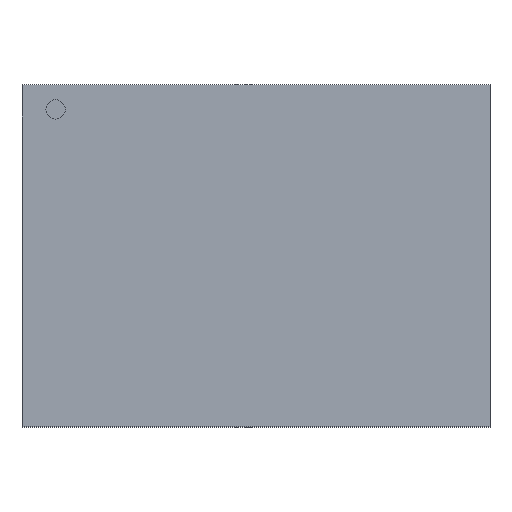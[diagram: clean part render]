
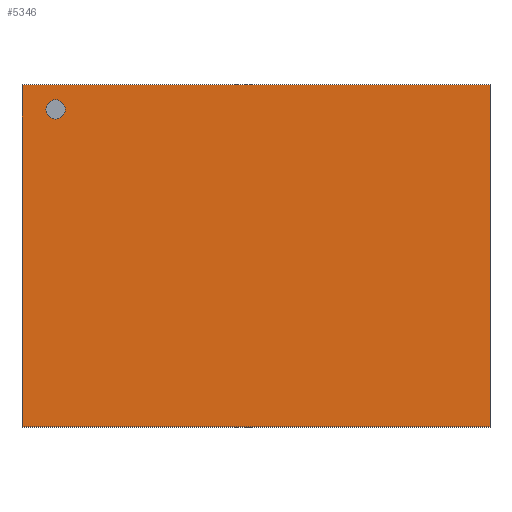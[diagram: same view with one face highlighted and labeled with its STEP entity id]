
A CAD part, top view. The second image highlights one B-rep face of the part: STEP entity #5346.
In plain terms, the highlighted planar face has unit normal (0, 0, 1).
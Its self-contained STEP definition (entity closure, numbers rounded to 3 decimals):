
#13=FACE_BOUND('',#621,.T.);
#44=CIRCLE('',#5717,0.107);
#290=FACE_OUTER_BOUND('',#620,.T.);
#620=EDGE_LOOP('',(#4127,#4128,#4129,#4130));
#621=EDGE_LOOP('',(#4131));
#1152=LINE('',#8023,#1862);
#1156=LINE('',#8030,#1866);
#1159=LINE('',#8036,#1869);
#1161=LINE('',#8039,#1871);
#1862=VECTOR('',#6584,1000.);
#1866=VECTOR('',#6590,1000.);
#1869=VECTOR('',#6595,1000.);
#1871=VECTOR('',#6599,1000.);
#2454=VERTEX_POINT('',#8013);
#2457=VERTEX_POINT('',#8020);
#2458=VERTEX_POINT('',#8022);
#2460=VERTEX_POINT('',#8028);
#2462=VERTEX_POINT('',#8034);
#3047=EDGE_CURVE('',#2454,#2454,#44,.T.);
#3050=EDGE_CURVE('',#2458,#2457,#1152,.T.);
#3054=EDGE_CURVE('',#2457,#2460,#1156,.T.);
#3057=EDGE_CURVE('',#2460,#2462,#1159,.T.);
#3059=EDGE_CURVE('',#2462,#2458,#1161,.T.);
#4127=ORIENTED_EDGE('',*,*,#3050,.T.);
#4128=ORIENTED_EDGE('',*,*,#3054,.T.);
#4129=ORIENTED_EDGE('',*,*,#3057,.T.);
#4130=ORIENTED_EDGE('',*,*,#3059,.T.);
#4131=ORIENTED_EDGE('',*,*,#3047,.F.);
#5017=PLANE('',#5722);
#5346=ADVANCED_FACE('',(#290,#13),#5017,.T.);
#5717=AXIS2_PLACEMENT_3D('',#8015,#6578,#6579);
#5722=AXIS2_PLACEMENT_3D('',#8040,#6600,#6601);
#6578=DIRECTION('center_axis',(0.,0.,1.));
#6579=DIRECTION('ref_axis',(0.,1.,0.));
#6584=DIRECTION('',(0.,1.,0.));
#6590=DIRECTION('',(-1.,0.,0.));
#6595=DIRECTION('',(0.,-1.,0.));
#6599=DIRECTION('',(1.,0.,0.));
#6600=DIRECTION('center_axis',(0.,0.,1.));
#6601=DIRECTION('ref_axis',(0.,1.,0.));
#8013=CARTESIAN_POINT('',(-2.227,1.52,1.18));
#8015=CARTESIAN_POINT('Origin',(-2.227,1.628,1.18));
#8020=CARTESIAN_POINT('',(2.6,1.9,1.18));
#8022=CARTESIAN_POINT('',(2.6,-1.9,1.18));
#8023=CARTESIAN_POINT('',(2.6,1.9,1.18));
#8028=CARTESIAN_POINT('',(-2.6,1.9,1.18));
#8030=CARTESIAN_POINT('',(-2.6,1.9,1.18));
#8034=CARTESIAN_POINT('',(-2.6,-1.9,1.18));
#8036=CARTESIAN_POINT('',(-2.6,1.9,1.18));
#8039=CARTESIAN_POINT('',(-2.6,-1.9,1.18));
#8040=CARTESIAN_POINT('Origin',(0.,0.,
1.18));
